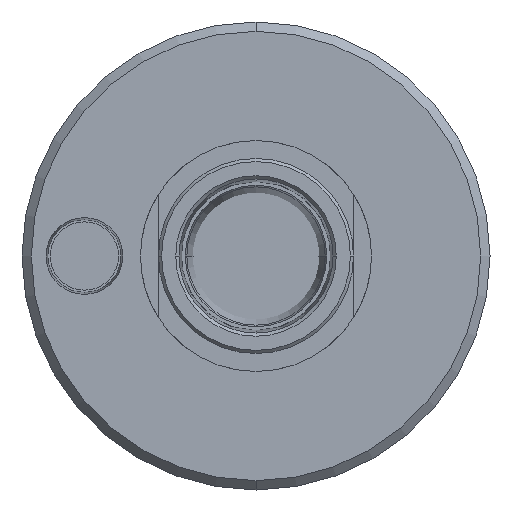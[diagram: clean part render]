
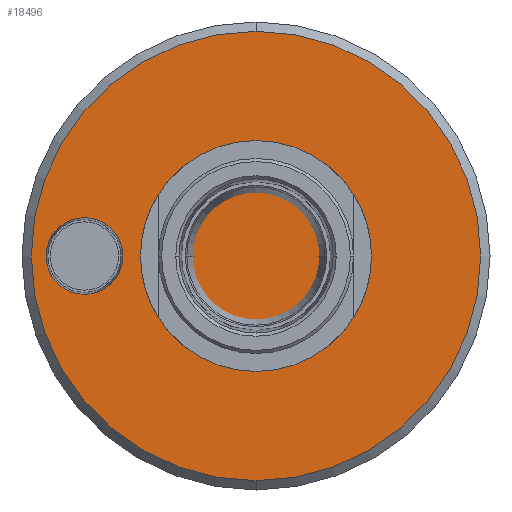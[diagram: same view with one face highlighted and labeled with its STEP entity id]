
A CAD part, front view. The second image highlights one B-rep face of the part: STEP entity #18496.
In plain terms, the highlighted planar face has unit normal (0, -1, 0).
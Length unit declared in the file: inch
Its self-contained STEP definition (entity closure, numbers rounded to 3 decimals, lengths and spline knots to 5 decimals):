
#193 = FACE_BOUND ( 'NONE', #6514, .T. ) ;
#729 = EDGE_LOOP ( 'NONE', ( #18612, #20398 ) ) ;
#791 = CARTESIAN_POINT ( 'NONE',  ( -1.1, -0.98, 0. ) ) ;
#1294 = DIRECTION ( 'NONE',  ( 0., 0., -1. ) ) ;
#1771 = AXIS2_PLACEMENT_3D ( 'NONE', #9964, #3091, #13176 ) ;
#1918 = VERTEX_POINT ( 'NONE', #16519 ) ;
#3091 = DIRECTION ( 'NONE',  ( 0., -1., 0. ) ) ;
#3304 = AXIS2_PLACEMENT_3D ( 'NONE', #6355, #12911, #4752 ) ;
#4245 = DIRECTION ( 'NONE',  ( 0., -1., 0. ) ) ;
#4752 = DIRECTION ( 'NONE',  ( 0., 0., -1. ) ) ;
#5196 = VERTEX_POINT ( 'NONE', #20924 ) ;
#5323 = DIRECTION ( 'NONE',  ( 0., 0., -1. ) ) ;
#5847 = CIRCLE ( 'NONE', #1771, 1.44 ) ;
#6106 = VERTEX_POINT ( 'NONE', #6478 ) ;
#6355 = CARTESIAN_POINT ( 'NONE',  ( -1.1, -0.98, 0. ) ) ;
#6478 = CARTESIAN_POINT ( 'NONE',  ( 0., -0.98, -1.44 ) ) ;
#6514 = EDGE_LOOP ( 'NONE', ( #12534, #18397 ) ) ;
#6636 = AXIS2_PLACEMENT_3D ( 'NONE', #13632, #4245, #5323 ) ;
#8837 = DIRECTION ( 'NONE',  ( 0., 0., -1. ) ) ;
#9354 = CIRCLE ( 'NONE', #15894, 0.24604 ) ;
#9964 = CARTESIAN_POINT ( 'NONE',  ( 0., -0.98, 0. ) ) ;
#10177 = FACE_OUTER_BOUND ( 'NONE', #729, .T. ) ;
#11630 = CARTESIAN_POINT ( 'NONE',  ( -1.1, -0.98, 0.24604 ) ) ;
#11971 = EDGE_CURVE ( 'NONE', #1918, #12663, #12575, .T. ) ;
#12534 = ORIENTED_EDGE ( 'NONE', *, *, #11971, .F. ) ;
#12575 = CIRCLE ( 'NONE', #3304, 0.24604 ) ;
#12663 = VERTEX_POINT ( 'NONE', #11630 ) ;
#12911 = DIRECTION ( 'NONE',  ( 0., -1., 0. ) ) ;
#13176 = DIRECTION ( 'NONE',  ( 0., 0., -1. ) ) ;
#13188 = EDGE_CURVE ( 'NONE', #6106, #5196, #13802, .T. ) ;
#13529 = PLANE ( 'NONE',  #6636 ) ;
#13632 = CARTESIAN_POINT ( 'NONE',  ( -1.5, -0.98, 0. ) ) ;
#13802 = CIRCLE ( 'NONE', #18265, 1.44 ) ;
#14075 = CARTESIAN_POINT ( 'NONE',  ( 0., -0.98, 0. ) ) ;
#15299 = EDGE_CURVE ( 'NONE', #5196, #6106, #5847, .T. ) ;
#15894 = AXIS2_PLACEMENT_3D ( 'NONE', #791, #20182, #8837 ) ;
#16519 = CARTESIAN_POINT ( 'NONE',  ( -1.1, -0.98, -0.24604 ) ) ;
#18072 = EDGE_CURVE ( 'NONE', #12663, #1918, #9354, .T. ) ;
#18265 = AXIS2_PLACEMENT_3D ( 'NONE', #14075, #20695, #1294 ) ;
#18397 = ORIENTED_EDGE ( 'NONE', *, *, #18072, .F. ) ;
#18496 = ADVANCED_FACE ( 'NONE', ( #193, #10177 ), #13529, .T. ) ;
#18612 = ORIENTED_EDGE ( 'NONE', *, *, #15299, .T. ) ;
#20182 = DIRECTION ( 'NONE',  ( 0., -1., 0. ) ) ;
#20398 = ORIENTED_EDGE ( 'NONE', *, *, #13188, .T. ) ;
#20695 = DIRECTION ( 'NONE',  ( 0., -1., 0. ) ) ;
#20924 = CARTESIAN_POINT ( 'NONE',  ( 0., -0.98, 1.44 ) ) ;
